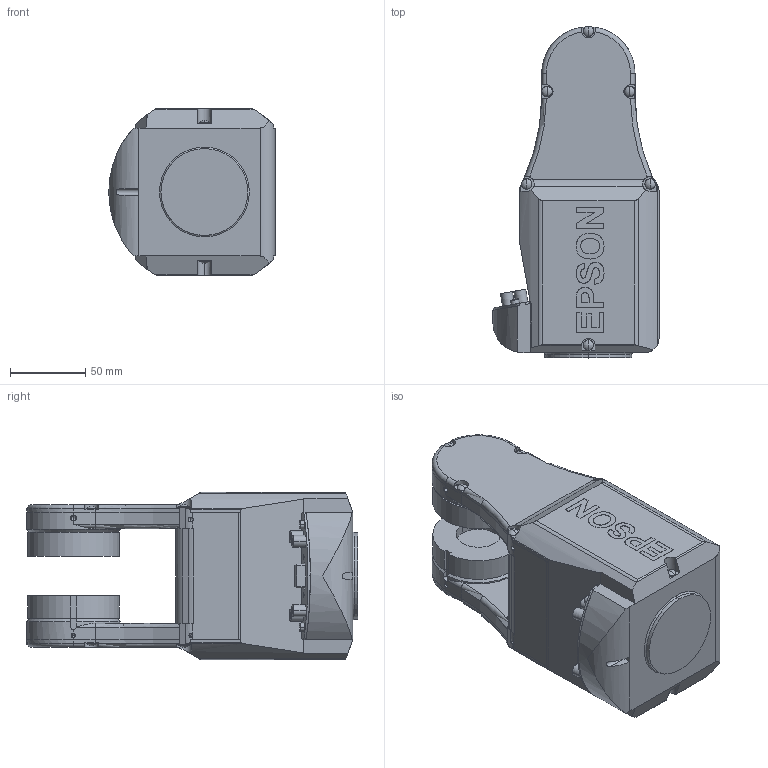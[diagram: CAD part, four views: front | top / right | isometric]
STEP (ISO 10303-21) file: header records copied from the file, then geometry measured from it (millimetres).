
FILE_DESCRIPTION((''),'2;1');
FILE_NAME('PRT0001','2014-08-26T',('Vinson'),(''),'PRO/ENGINEER BY PARAMETRIC TECHNOLOGY CORPORATION, 2010480','PRO/ENGINEER BY PARAMETRIC TECHNOLOGY CORPORATION, 2010480','');
FILE_SCHEMA(('AUTOMOTIVE_DESIGN_CC2 { 1 2 10303 214 -1 1 5 2 }'));
Length unit declared in the file: millimetre
Products named in the file (1): PRT0001
Bounding box: 110.5 x 220.45 x 111.2 mm (x, y, z)
Volume: 1471263.6 mm3; surface area: 105651 mm2
Topology: 1 solids, 1 shells, 524 faces, 1413 edges, 899 vertices
Faces by surface type: plane 242, cylinder 152, extrusion 64, cone 28, sphere 22, torus 14, bspline 2
Entity records: 19393 total; most frequent: CARTESIAN_POINT 6602, ORIENTED_EDGE 2762, DIRECTION 2448, EDGE_CURVE 1381, VERTEX_POINT 899, AXIS2_PLACEMENT_3D 830, VECTOR 788, LINE 724
